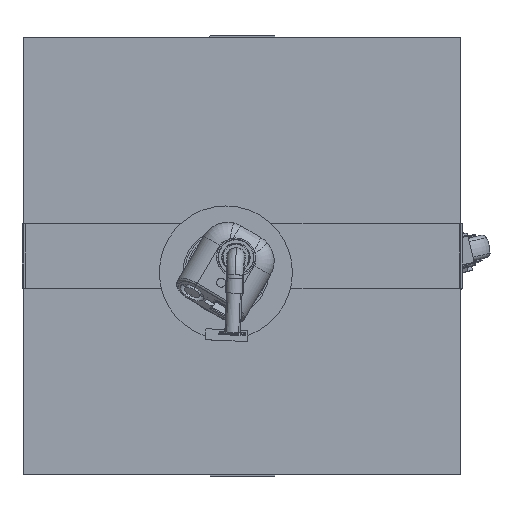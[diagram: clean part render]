
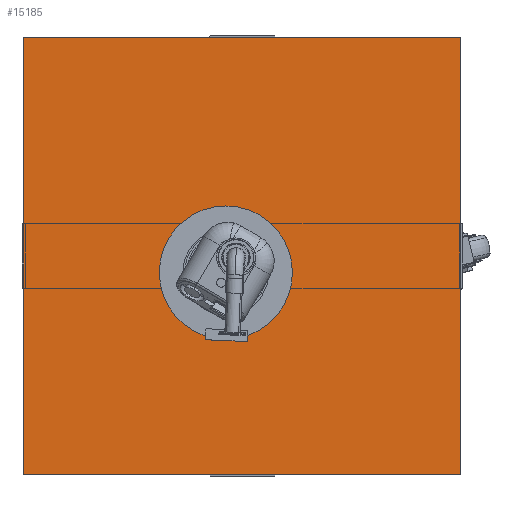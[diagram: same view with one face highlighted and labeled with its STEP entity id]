
A CAD part, top view. The second image highlights one B-rep face of the part: STEP entity #15185.
In plain terms, the highlighted face is planar.
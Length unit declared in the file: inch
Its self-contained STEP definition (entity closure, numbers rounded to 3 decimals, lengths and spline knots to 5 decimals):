
#108 = EDGE_CURVE ( 'NONE', #4001, #5510, #6522, .T. ) ;
#959 = LINE ( 'NONE', #3649, #15410 ) ;
#1392 = CARTESIAN_POINT ( 'NONE',  ( -11.9, 0., -11.9 ) ) ;
#2053 = CARTESIAN_POINT ( 'NONE',  ( 0., 0., 0. ) ) ;
#2219 = VECTOR ( 'NONE', #7214, 39.37008 ) ;
#2615 = CARTESIAN_POINT ( 'NONE',  ( -11.9, 0., 11.9 ) ) ;
#2992 = ORIENTED_EDGE ( 'NONE', *, *, #12391, .F. ) ;
#3220 = DIRECTION ( 'NONE',  ( 0., -1., 0. ) ) ;
#3310 = PLANE ( 'NONE',  #3547 ) ;
#3547 = AXIS2_PLACEMENT_3D ( 'NONE', #2053, #3220, #11434 ) ;
#3589 = EDGE_CURVE ( 'NONE', #5510, #10138, #7879, .T. ) ;
#3649 = CARTESIAN_POINT ( 'NONE',  ( -11.9, 0., 11.9 ) ) ;
#4001 = VERTEX_POINT ( 'NONE', #16039 ) ;
#4441 = LINE ( 'NONE', #16677, #2219 ) ;
#5510 = VERTEX_POINT ( 'NONE', #1392 ) ;
#6522 = LINE ( 'NONE', #16169, #13369 ) ;
#7117 = VERTEX_POINT ( 'NONE', #15614 ) ;
#7214 = DIRECTION ( 'NONE',  ( 0., 0., -1. ) ) ;
#7413 = DIRECTION ( 'NONE',  ( 1., 0., 0. ) ) ;
#7879 = LINE ( 'NONE', #17250, #14549 ) ;
#10138 = VERTEX_POINT ( 'NONE', #2615 ) ;
#10306 = EDGE_CURVE ( 'NONE', #10138, #7117, #959, .T. ) ;
#10723 = DIRECTION ( 'NONE',  ( 0., 0., 1. ) ) ;
#10742 = EDGE_LOOP ( 'NONE', ( #2992, #12071, #16339, #14589 ) ) ;
#11434 = DIRECTION ( 'NONE',  ( 0., 0., -1. ) ) ;
#12059 = DIRECTION ( 'NONE',  ( -1., 0., 0. ) ) ;
#12071 = ORIENTED_EDGE ( 'NONE', *, *, #10306, .F. ) ;
#12391 = EDGE_CURVE ( 'NONE', #7117, #4001, #4441, .T. ) ;
#13369 = VECTOR ( 'NONE', #12059, 39.37008 ) ;
#14287 = FACE_OUTER_BOUND ( 'NONE', #10742, .T. ) ;
#14549 = VECTOR ( 'NONE', #10723, 39.37008 ) ;
#14589 = ORIENTED_EDGE ( 'NONE', *, *, #108, .F. ) ;
#15185 = ADVANCED_FACE ( 'NONE', ( #14287 ), #3310, .T. ) ;
#15410 = VECTOR ( 'NONE', #7413, 39.37008 ) ;
#15614 = CARTESIAN_POINT ( 'NONE',  ( 11.9, 0., 11.9 ) ) ;
#16039 = CARTESIAN_POINT ( 'NONE',  ( 11.9, 0., -11.9 ) ) ;
#16169 = CARTESIAN_POINT ( 'NONE',  ( -11.9, 0., -11.9 ) ) ;
#16339 = ORIENTED_EDGE ( 'NONE', *, *, #3589, .F. ) ;
#16677 = CARTESIAN_POINT ( 'NONE',  ( 11.9, 0., 11.9 ) ) ;
#17250 = CARTESIAN_POINT ( 'NONE',  ( -11.9, 0., 11.9 ) ) ;
